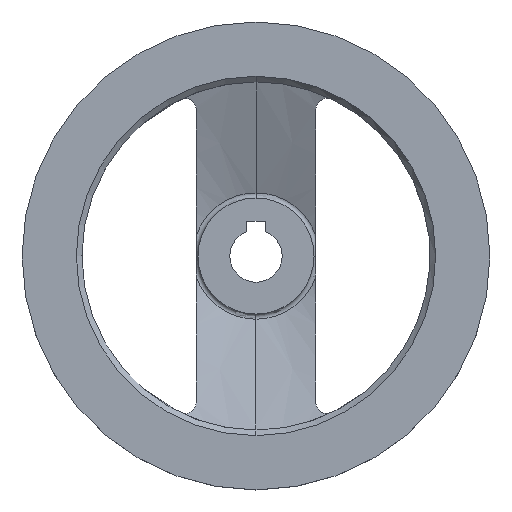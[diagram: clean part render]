
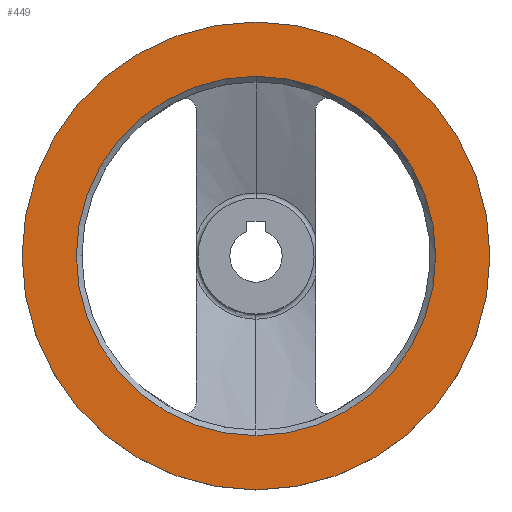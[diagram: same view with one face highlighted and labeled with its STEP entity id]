
A CAD part, top view. The second image highlights one B-rep face of the part: STEP entity #449.
In plain terms, the highlighted planar face has unit normal (0, 0, 1).
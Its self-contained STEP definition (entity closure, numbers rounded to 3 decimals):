
#249=VERTEX_POINT('',#680);
#257=VERTEX_POINT('',#690);
#343=VERTEX_POINT('',#783);
#441=EDGE_CURVE('',#249,#507,#890,.T.);
#449=ADVANCED_FACE('',(#899,#900),#901,.T.);
#507=VERTEX_POINT('',#964);
#517=EDGE_CURVE('',#343,#257,#975,.T.);
#547=EDGE_CURVE('',#507,#249,#1012,.T.);
#583=EDGE_CURVE('',#257,#343,#1052,.T.);
#680=CARTESIAN_POINT('',(0.,48.0,33.));
#690=CARTESIAN_POINT('',(0.,-62.5,33.));
#783=CARTESIAN_POINT('',(0.,62.5,33.));
#890=CIRCLE('',#1585,48.0);
#899=FACE_BOUND('',#1594,.T.);
#900=FACE_OUTER_BOUND('',#1595,.T.);
#901=PLANE('',#1596);
#964=CARTESIAN_POINT('',(0.,-48.,33.));
#975=CIRCLE('',#1777,62.5);
#1012=CIRCLE('',#1880,48.0);
#1052=CIRCLE('',#1942,62.5);
#1585=AXIS2_PLACEMENT_3D('',#2294,#2295,#2296);
#1594=EDGE_LOOP('',(#2311,#2312));
#1595=EDGE_LOOP('',(#2313,#2314));
#1596=AXIS2_PLACEMENT_3D('',#2315,#2316,#2317);
#1777=AXIS2_PLACEMENT_3D('',#2398,#2399,#2400);
#1880=AXIS2_PLACEMENT_3D('',#2459,#2460,#2461);
#1942=AXIS2_PLACEMENT_3D('',#2502,#2503,#2504);
#2294=CARTESIAN_POINT('',(0.,0.,33.));
#2295=DIRECTION('',(0.,0.,1.0));
#2296=DIRECTION('',(0.,1.0,0.));
#2311=ORIENTED_EDGE('',*,*,#441,.F.);
#2312=ORIENTED_EDGE('',*,*,#547,.F.);
#2313=ORIENTED_EDGE('',*,*,#517,.T.);
#2314=ORIENTED_EDGE('',*,*,#583,.T.);
#2315=CARTESIAN_POINT('',(0.,55.25,33.));
#2316=DIRECTION('',(0.,0.,1.0));
#2317=DIRECTION('',(0.,1.0,0.0));
#2398=CARTESIAN_POINT('',(0.,0.,33.));
#2399=DIRECTION('',(0.,0.,1.0));
#2400=DIRECTION('',(0.,1.0,0.));
#2459=CARTESIAN_POINT('',(0.,0.,33.));
#2460=DIRECTION('',(0.,0.,1.0));
#2461=DIRECTION('',(0.,1.0,0.));
#2502=CARTESIAN_POINT('',(0.,0.,33.));
#2503=DIRECTION('',(0.,0.,1.0));
#2504=DIRECTION('',(0.,1.0,0.));
